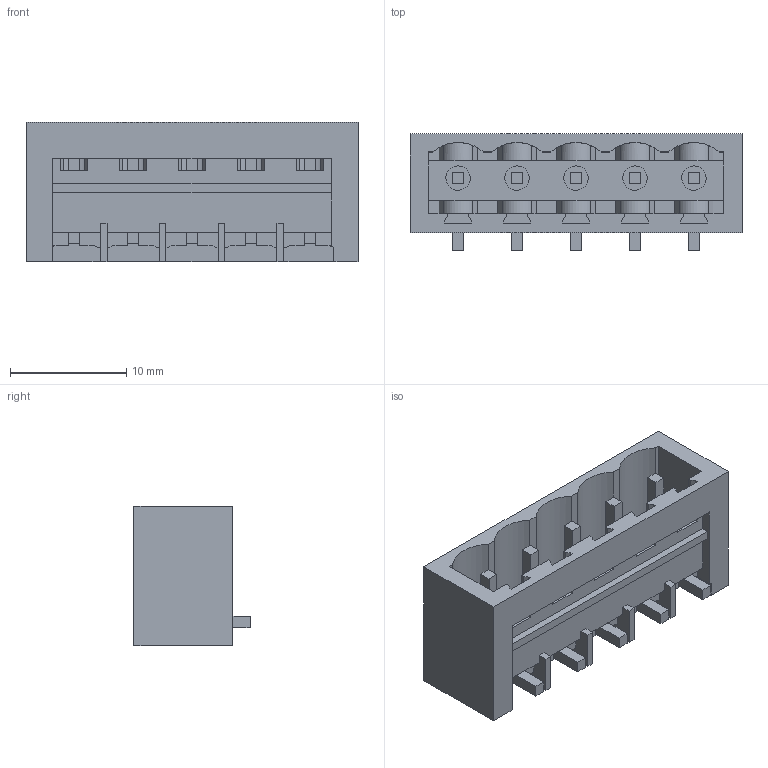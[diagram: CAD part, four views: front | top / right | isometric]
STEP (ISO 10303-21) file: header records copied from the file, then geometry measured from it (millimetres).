
FILE_DESCRIPTION(('CATIA V5 STEP Exchange','CAx-IF Rec.Pracs.--- Model Styling and Organization---1.2---2011-12-15'),'2;1');
FILE_NAME ('D1458241_0', '2017-07-11T10:53:56+00:00', ('none'), ('Weidmueller'), 'CATIA Version 5-6 Release 2014', 'CATIA V5 STEP AP214', 'none');
FILE_SCHEMA(('AUTOMOTIVE_DESIGN { 1 0 10303 214 1 1 1 1 }'));
Length unit declared in the file: millimetre
Products named in the file (1): 1877150000
Bounding box: 28.6 x 10 x 12 mm (x, y, z)
Volume: 1249.3 mm3; surface area: 2715.2 mm2
Topology: 6 solids, 6 shells, 289 faces, 895 edges, 610 vertices
Faces by surface type: plane 244, cylinder 45
Entity records: 9298 total; most frequent: ORIENTED_EDGE 1790, CARTESIAN_POINT 1754, DIRECTION 1206, EDGE_CURVE 895, VECTOR 769, LINE 769, VERTEX_POINT 610, EDGE_LOOP 301
